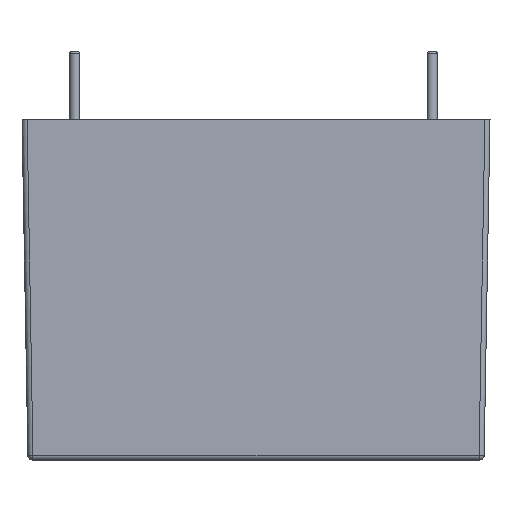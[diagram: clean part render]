
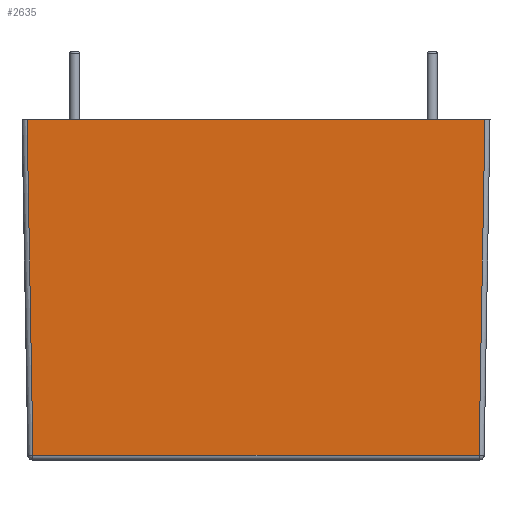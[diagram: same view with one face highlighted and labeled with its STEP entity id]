
A CAD part, left-side view. The second image highlights one B-rep face of the part: STEP entity #2635.
In plain terms, the highlighted face is planar.
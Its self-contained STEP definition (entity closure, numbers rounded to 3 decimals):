
#226=PLANE($,#2828);
#345=FACE_OUTER_BOUND($,#500,.T.);
#500=EDGE_LOOP($,(#2128,#2129,#2130,#2131));
#688=LINE($,#3879,#947);
#691=LINE($,#3893,#950);
#694=LINE($,#3898,#953);
#710=LINE($,#3930,#969);
#947=VECTOR($,#3100,19.711);
#950=VECTOR($,#3115,19.711);
#953=VECTOR($,#3122,26.212);
#969=VECTOR($,#3156,26.9);
#1289=VERTEX_POINT($,#3872);
#1291=VERTEX_POINT($,#3877);
#1292=VERTEX_POINT($,#3882);
#1295=VERTEX_POINT($,#3889);
#1542=EDGE_CURVE($,#1291,#1289,#688,.T.);
#1549=EDGE_CURVE($,#1292,#1295,#691,.T.);
#1552=EDGE_CURVE($,#1289,#1292,#694,.T.);
#1568=EDGE_CURVE($,#1291,#1295,#710,.T.);
#2128=ORIENTED_EDGE($,*,*,#1542,.F.);
#2129=ORIENTED_EDGE($,*,*,#1568,.T.);
#2130=ORIENTED_EDGE($,*,*,#1549,.F.);
#2131=ORIENTED_EDGE($,*,*,#1552,.F.);
#2635=ADVANCED_FACE($,(#345),#226,.T.);
#2828=AXIS2_PLACEMENT_3D($,#4085,#3290,#3291);
#3100=DIRECTION($,(0.017,-0.017,1.));
#3115=DIRECTION($,(-0.017,-0.017,-1.));
#3122=DIRECTION($,(0.,-1.,0.));
#3156=DIRECTION($,(0.,-1.,0.));
#3290=DIRECTION('center_axis',(-1.,0.,
0.017));
#3291=DIRECTION('ref_axis',(0.,-1.,0.));
#3872=CARTESIAN_POINT('',(0.344,26.856,19.705));
#3877=CARTESIAN_POINT('',(0.,27.2,0.));
#3879=CARTESIAN_POINT($,(0.004,27.196,0.235));
#3882=CARTESIAN_POINT('',(0.344,0.644,19.705));
#3889=CARTESIAN_POINT('',(0.,0.3,0.));
#3893=CARTESIAN_POINT($,(0.006,0.305,0.317));
#3898=CARTESIAN_POINT($,(0.344,6.875,19.705));
#3930=CARTESIAN_POINT($,(0.,27.5,0.));
#4085=CARTESIAN_POINT('Origin',(0.,0.,0.));
